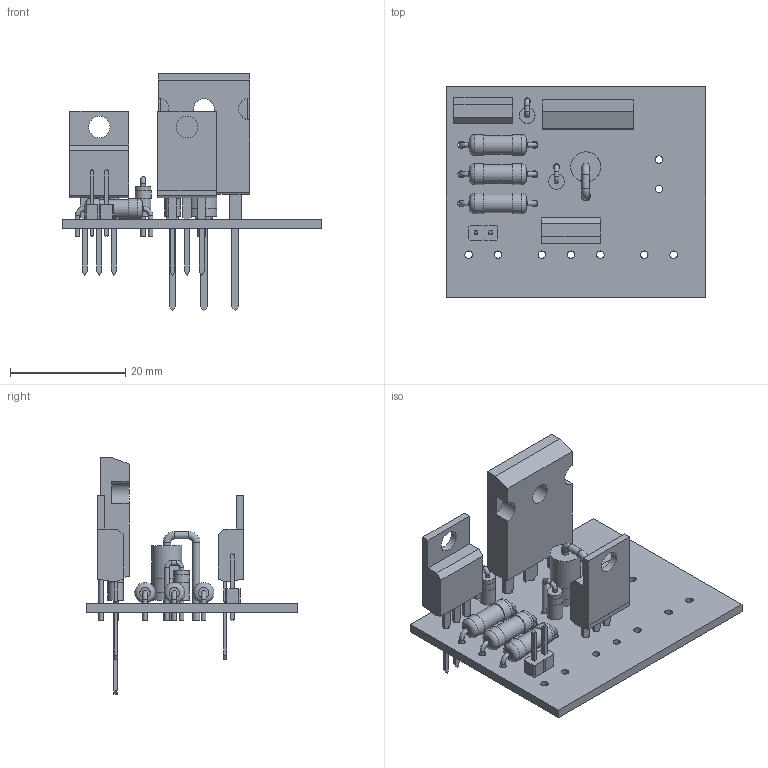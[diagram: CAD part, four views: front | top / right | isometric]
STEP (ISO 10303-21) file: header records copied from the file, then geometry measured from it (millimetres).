
FILE_DESCRIPTION(('KiCad electronic assembly'),'2;1');
FILE_NAME('Flyback driver Cool-Tip.step','2020-07-16T10:41:34',( 'An Author'),('A Company'),'Open CASCADE STEP processor 6.9', 'KiCad to STEP converter','Unknown');
FILE_SCHEMA(('AUTOMOTIVE_DESIGN { 1 0 10303 214 1 1 1 1 }'));
Length unit declared in the file: millimetre
Products named in the file (14): Open CASCADE STEP translator 6.9 1; PinHeader_1x02_P2.54mm_Vertical; SOLID; D_DO-41_SOD81_P2.54mm_Vertical_KathodeUp; R_Axial_DIN0411_L9.9mm_D3.6mm_P12.70mm_Horizontal; D_DO-201AD_P5.08mm_Vertical_AnodeUp; TO-247-3_Vertical; TO-220-3_Vertical; COMPOUND
Assembly tree (17 placements, depth 3):
  Open CASCADE STEP translator 6.9 1
    PinHeader_1x02_P2.54mm_Vertical
      SOLID
    D_DO-41_SOD81_P2.54mm_Vertical_KathodeUp  x2
      SOLID
    R_Axial_DIN0411_L9.9mm_D3.6mm_P12.70mm_Horizontal  x3
      SOLID
    D_DO-201AD_P5.08mm_Vertical_AnodeUp
      SOLID
    TO-247-3_Vertical
      SOLID
    TO-220-3_Vertical  x2
      SOLID
    COMPOUND
Bounding box: 45 x 36.5 x 41.1 mm (x, y, z)
Volume: 5768.1 mm3; surface area: 7211.4 mm2
Topology: 11 solids, 11 shells, 346 faces, 833 edges, 540 vertices
Faces by surface type: plane 247, cylinder 81, torus 18
Full cylindrical faces by diameter (mm): 0.8 x20, 1 x2, 1.1 x10, 1.2 x6, 1.3 x13, 1.5 x3, 1.6 x2, 2.7 x4, 2.72 x2, 3.24 x3, 3.6 x6, 3.61 x1, 3.735 x2, 5.2 x2, 5.22 x1, 7.19 x1, 7.4 x1
Entity records: 17589 total; most frequent: CARTESIAN_POINT 2931, DIRECTION 2488, LINE 1600, VECTOR 1600, ORIENTED_EDGE 1236, PCURVE 1236, DEFINITIONAL_REPRESENTATION 1236, EDGE_CURVE 618
